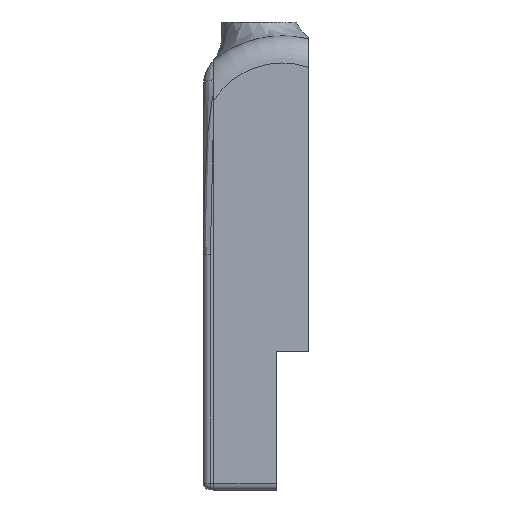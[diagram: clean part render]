
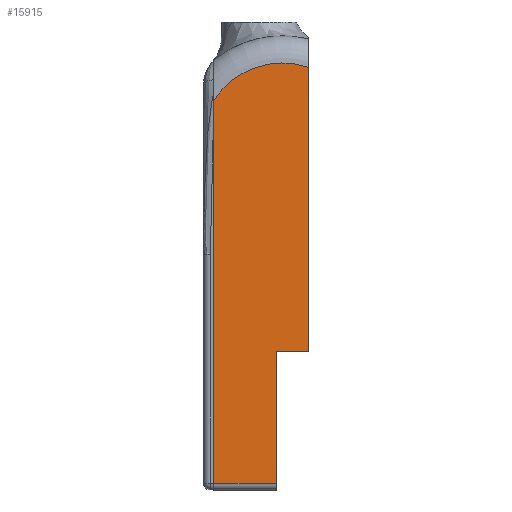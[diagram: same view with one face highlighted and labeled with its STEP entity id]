
A CAD part, left-side view. The second image highlights one B-rep face of the part: STEP entity #15915.
In plain terms, the highlighted planar face has unit normal (-1, 0, 0).
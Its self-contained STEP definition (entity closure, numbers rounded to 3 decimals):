
#1072=PLANE('',#17155);
#2619=FACE_OUTER_BOUND('',#3624,.T.);
#3624=EDGE_LOOP('',(#14624,#14625,#14626,#14627,#14628,#14629));
#4709=LINE('',#31216,#5851);
#4741=LINE('',#31275,#5883);
#4746=LINE('',#31307,#5888);
#4750=LINE('',#31348,#5892);
#4751=LINE('',#31349,#5893);
#5851=VECTOR('',#20492,1000.);
#5883=VECTOR('',#20532,1000.);
#5888=VECTOR('',#20547,1000.);
#5892=VECTOR('',#20577,10.);
#5893=VECTOR('',#20578,10.);
#6493=CIRCLE('',#17154,12.);
#7912=VERTEX_POINT('',#31196);
#7913=VERTEX_POINT('',#31215);
#7933=VERTEX_POINT('',#31265);
#7942=VERTEX_POINT('',#31306);
#7947=VERTEX_POINT('',#31326);
#7948=VERTEX_POINT('',#31347);
#10158=EDGE_CURVE('',#7913,#7912,#4709,.T.);
#10191=EDGE_CURVE('',#7913,#7933,#4741,.T.);
#10200=EDGE_CURVE('',#7942,#7933,#4746,.T.);
#10210=EDGE_CURVE('',#7912,#7947,#6493,.T.);
#10211=EDGE_CURVE('',#7948,#7947,#4750,.T.);
#10212=EDGE_CURVE('',#7942,#7948,#4751,.T.);
#14624=ORIENTED_EDGE('',*,*,#10210,.T.);
#14625=ORIENTED_EDGE('',*,*,#10211,.F.);
#14626=ORIENTED_EDGE('',*,*,#10212,.F.);
#14627=ORIENTED_EDGE('',*,*,#10200,.T.);
#14628=ORIENTED_EDGE('',*,*,#10191,.F.);
#14629=ORIENTED_EDGE('',*,*,#10158,.T.);
#15915=ADVANCED_FACE('',(#2619),#1072,.T.);
#17154=AXIS2_PLACEMENT_3D('',#31345,#20573,#20574);
#17155=AXIS2_PLACEMENT_3D('',#31346,#20575,#20576);
#20492=DIRECTION('',(0.,0.,1.));
#20532=DIRECTION('',(0.,1.,0.));
#20547=DIRECTION('',(0.,0.,1.));
#20573=DIRECTION('center_axis',(-1.,0.,0.));
#20574=DIRECTION('ref_axis',(0.,0.218,0.976));
#20575=DIRECTION('center_axis',(-1.,0.,0.));
#20576=DIRECTION('ref_axis',(0.,-1.,0.));
#20577=DIRECTION('',(0.,0.,1.));
#20578=DIRECTION('',(0.,1.,0.));
#31196=CARTESIAN_POINT('',(-15.,-6.589,35.696));
#31215=CARTESIAN_POINT('',(-15.,-6.589,-6.281));
#31216=CARTESIAN_POINT('',(-15.,-6.589,35.839));
#31265=CARTESIAN_POINT('',(-15.,-1.859,-6.281));
#31275=CARTESIAN_POINT('',(-15.,-4.489,-6.281));
#31306=CARTESIAN_POINT('',(-15.,-1.859,-25.761));
#31307=CARTESIAN_POINT('',(-15.,-1.859,-16.371));
#31326=CARTESIAN_POINT('',(-15.,7.411,30.781));
#31345=CARTESIAN_POINT('Origin',(-15.,-2.713,24.339));
#31346=CARTESIAN_POINT('Origin',(-15.,-4.489,35.839));
#31347=CARTESIAN_POINT('',(-15.,7.411,-25.761));
#31348=CARTESIAN_POINT('',(-15.,7.411,25.309));
#31349=CARTESIAN_POINT('',(-15.,-4.489,-25.761));
